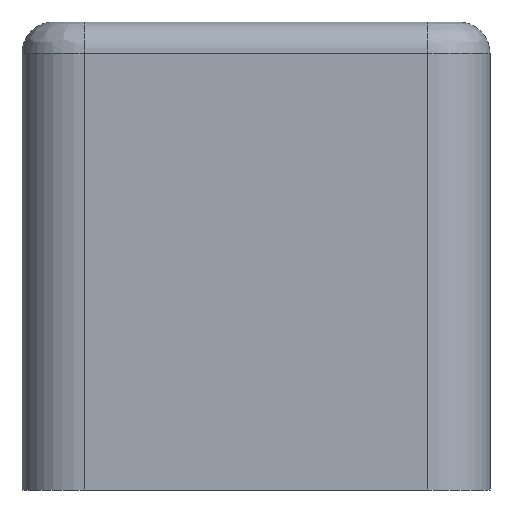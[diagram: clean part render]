
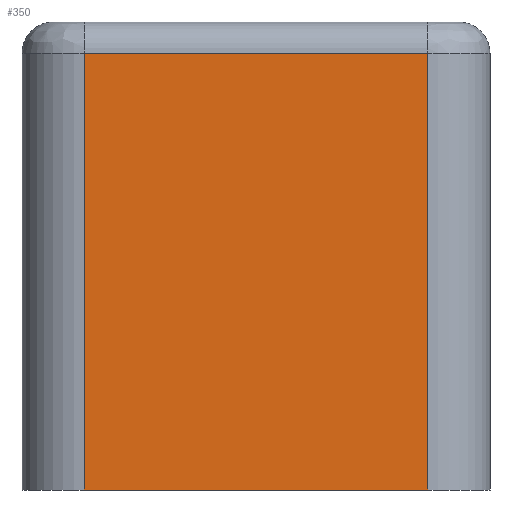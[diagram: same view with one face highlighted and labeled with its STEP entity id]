
A CAD part, front view. The second image highlights one B-rep face of the part: STEP entity #350.
In plain terms, the highlighted planar face has unit normal (0, -1, 0).
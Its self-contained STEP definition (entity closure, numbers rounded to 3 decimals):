
#22=PLANE('',#405);
#26=LINE('',#552,#48);
#40=LINE('',#627,#62);
#42=LINE('',#644,#64);
#43=LINE('',#645,#65);
#48=VECTOR('',#430,10.);
#62=VECTOR('',#482,10.);
#64=VECTOR('',#504,10.);
#65=VECTOR('',#505,10.);
#95=FACE_OUTER_BOUND('',#118,.T.);
#118=EDGE_LOOP('',(#300,#301,#302,#303));
#157=VERTEX_POINT('',#545);
#159=VERTEX_POINT('',#550);
#174=VERTEX_POINT('',#626);
#179=VERTEX_POINT('',#643);
#189=EDGE_CURVE('',#159,#157,#26,.T.);
#215=EDGE_CURVE('',#157,#174,#40,.T.);
#223=EDGE_CURVE('',#179,#159,#42,.T.);
#224=EDGE_CURVE('',#174,#179,#43,.T.);
#300=ORIENTED_EDGE('',*,*,#189,.F.);
#301=ORIENTED_EDGE('',*,*,#223,.F.);
#302=ORIENTED_EDGE('',*,*,#224,.F.);
#303=ORIENTED_EDGE('',*,*,#215,.F.);
#350=ADVANCED_FACE('',(#95),#22,.T.);
#405=AXIS2_PLACEMENT_3D('',#642,#502,#503);
#430=DIRECTION('',(1.,0.,0.));
#482=DIRECTION('',(0.,0.,-1.));
#502=DIRECTION('center_axis',(0.,-1.,0.));
#503=DIRECTION('ref_axis',(1.,0.,0.));
#504=DIRECTION('',(0.,0.,1.));
#505=DIRECTION('',(-1.,0.,0.));
#545=CARTESIAN_POINT('',(58.,20.,14.));
#550=CARTESIAN_POINT('',(47.,20.,14.));
#552=CARTESIAN_POINT('',(48.75,20.,14.));
#626=CARTESIAN_POINT('',(58.,20.,0.));
#627=CARTESIAN_POINT('',(58.,20.,0.));
#642=CARTESIAN_POINT('Origin',(45.,20.,0.));
#643=CARTESIAN_POINT('',(47.,20.,0.));
#644=CARTESIAN_POINT('',(47.,20.,0.));
#645=CARTESIAN_POINT('',(60.,20.,0.));
